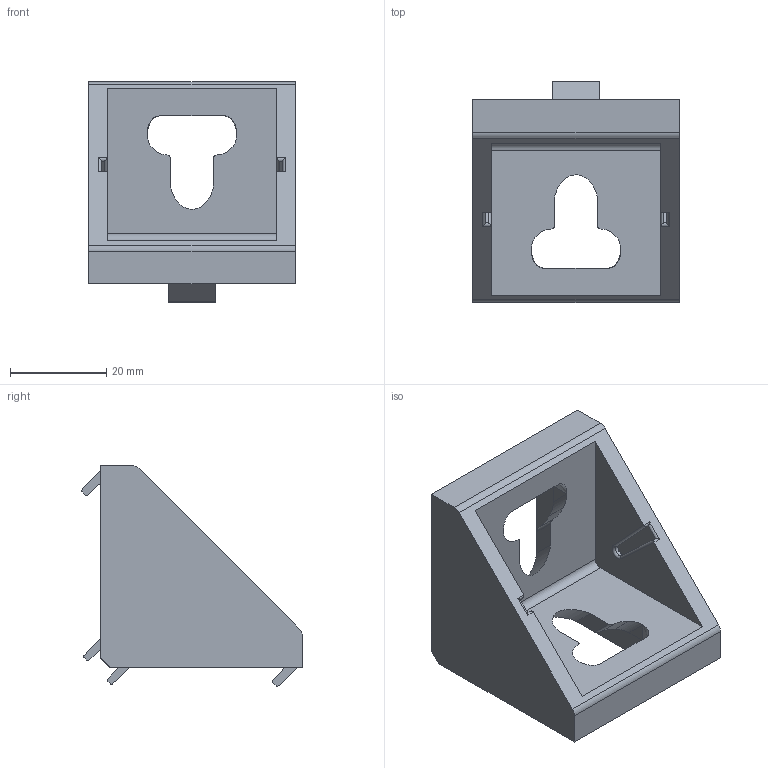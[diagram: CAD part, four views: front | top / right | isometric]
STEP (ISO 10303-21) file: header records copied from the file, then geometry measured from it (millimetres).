
FILE_DESCRIPTION(/* description */ ('Winkel 43x42'),/* implementation_level */ '2;1');
FILE_NAME(/* name */ '412348526 Winkel 43x42.stp',/* time_stamp */ '2019-11-18T16:05:59+01:00',/* author */ ('wheldmann'),/* organization */ (''),/* preprocessor_version */ 'ST-DEVELOPER v17.2',/* originating_system */ 'Autodesk Inventor 2019',/* authorisation */ '');
FILE_SCHEMA (('AUTOMOTIVE_DESIGN { 1 0 10303 214 3 1 1 }'));
Length unit declared in the file: millimetre
Products named in the file (1): 412348526
Bounding box: 42.88 x 45.84 x 45.84 mm (x, y, z)
Volume: 21891.3 mm3; surface area: 12393 mm2
Topology: 1 solids, 1 shells, 192 faces, 529 edges, 330 vertices
Faces by surface type: plane 103, cylinder 71, sphere 12, bspline 4, torus 2
Entity records: 6061 total; most frequent: DIRECTION 1065, CARTESIAN_POINT 1060, ORIENTED_EDGE 1034, EDGE_CURVE 517, AXIS2_PLACEMENT_3D 359, LINE 347, VECTOR 347, VERTEX_POINT 330
